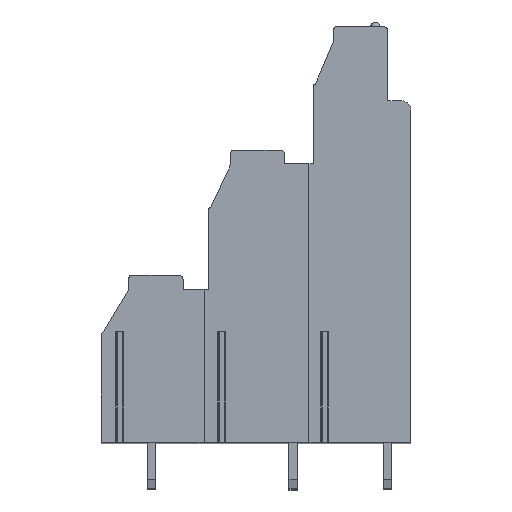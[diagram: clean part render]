
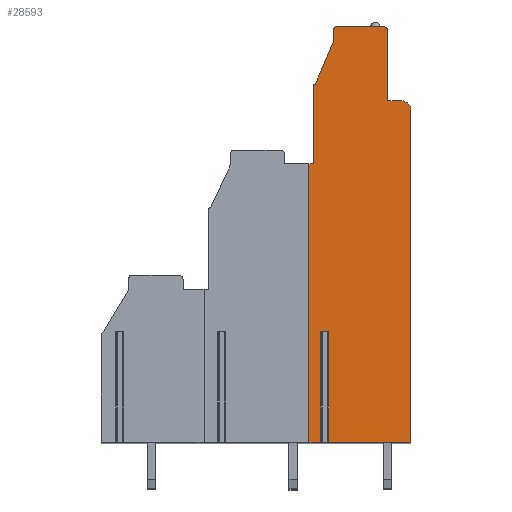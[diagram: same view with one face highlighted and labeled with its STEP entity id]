
A CAD part, top view. The second image highlights one B-rep face of the part: STEP entity #28593.
In plain terms, the highlighted planar face has unit normal (0, 0, 1).
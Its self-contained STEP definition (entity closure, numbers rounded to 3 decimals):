
#3080=DIRECTION('',(1.,0.,0.));
#3081=VECTOR('',#3080,0.856);
#3082=CARTESIAN_POINT('',(0.772,-18.05,78.74));
#3083=LINE('',#3082,#3081);
#3084=DIRECTION('',(0.,-1.,0.));
#3085=VECTOR('',#3084,11.95);
#3086=CARTESIAN_POINT('',(0.772,-18.05,78.74));
#3087=LINE('',#3086,#3085);
#3088=DIRECTION('',(1.,0.,0.));
#3089=VECTOR('',#3088,1.272);
#3090=CARTESIAN_POINT('',(-0.5,-30.,78.74));
#3091=LINE('',#3090,#3089);
#3092=DIRECTION('',(0.,1.,0.));
#3093=VECTOR('',#3092,30.);
#3094=CARTESIAN_POINT('',(-0.5,-30.,78.74));
#3095=LINE('',#3094,#3093);
#3096=DIRECTION('',(-1.,0.,0.));
#3097=VECTOR('',#3096,0.5);
#3098=CARTESIAN_POINT('',(0.,0.,78.74));
#3099=LINE('',#3098,#3097);
#3100=DIRECTION('',(0.,-1.,0.));
#3101=VECTOR('',#3100,8.4);
#3102=CARTESIAN_POINT('',(0.,8.4,78.74));
#3103=LINE('',#3102,#3101);
#3104=CARTESIAN_POINT('',(0.2,8.4,78.74));
#3105=DIRECTION('',(0.,0.,1.));
#3106=DIRECTION('',(0.,1.,0.));
#3107=AXIS2_PLACEMENT_3D('',#3104,#3105,#3106);
#3109=DIRECTION('',(-0.392,-0.92,0.));
#3110=VECTOR('',#3109,5.108);
#3111=CARTESIAN_POINT('',(2.2,13.3,78.74));
#3112=LINE('',#3111,#3110);
#3113=DIRECTION('',(0.,-1.,0.));
#3114=VECTOR('',#3113,1.2);
#3115=CARTESIAN_POINT('',(2.2,14.5,78.74));
#3116=LINE('',#3115,#3114);
#3117=CARTESIAN_POINT('',(2.5,14.5,78.74));
#3118=DIRECTION('',(0.,0.,1.));
#3119=DIRECTION('',(0.,1.,0.));
#3120=AXIS2_PLACEMENT_3D('',#3117,#3118,#3119);
#3122=DIRECTION('',(-1.,0.,0.));
#3123=VECTOR('',#3122,5.);
#3124=CARTESIAN_POINT('',(7.5,14.8,78.74));
#3125=LINE('',#3124,#3123);
#3126=CARTESIAN_POINT('',(7.5,14.3,78.74));
#3127=DIRECTION('',(0.,0.,1.));
#3128=DIRECTION('',(1.,0.,0.));
#3129=AXIS2_PLACEMENT_3D('',#3126,#3127,#3128);
#3131=DIRECTION('',(0.,1.,0.));
#3132=VECTOR('',#3131,7.5);
#3133=CARTESIAN_POINT('',(8.,6.8,78.74));
#3134=LINE('',#3133,#3132);
#3135=DIRECTION('',(-1.,0.,0.));
#3136=VECTOR('',#3135,1.5);
#3137=CARTESIAN_POINT('',(9.5,6.8,78.74));
#3138=LINE('',#3137,#3136);
#3139=CARTESIAN_POINT('',(9.5,5.8,78.74));
#3140=DIRECTION('',(0.,0.,1.));
#3141=DIRECTION('',(1.,0.,0.));
#3142=AXIS2_PLACEMENT_3D('',#3139,#3140,#3141);
#3144=DIRECTION('',(0.,1.,0.));
#3145=VECTOR('',#3144,35.8);
#3146=CARTESIAN_POINT('',(10.5,-30.,78.74));
#3147=LINE('',#3146,#3145);
#3148=DIRECTION('',(1.,0.,0.));
#3149=VECTOR('',#3148,8.872);
#3150=CARTESIAN_POINT('',(1.628,-30.,78.74));
#3151=LINE('',#3150,#3149);
#3152=DIRECTION('',(0.,-1.,0.));
#3153=VECTOR('',#3152,11.95);
#3154=CARTESIAN_POINT('',(1.628,-18.05,78.74));
#3155=LINE('',#3154,#3153);
#19392=CARTESIAN_POINT('',(10.5,-30.,78.74));
#19393=CARTESIAN_POINT('',(10.5,5.8,78.74));
#19394=VERTEX_POINT('',#19392);
#19395=VERTEX_POINT('',#19393);
#19396=CARTESIAN_POINT('',(9.5,6.8,78.74));
#19397=VERTEX_POINT('',#19396);
#19398=CARTESIAN_POINT('',(8.,6.8,78.74));
#19399=VERTEX_POINT('',#19398);
#19400=CARTESIAN_POINT('',(8.,14.3,78.74));
#19401=VERTEX_POINT('',#19400);
#19402=CARTESIAN_POINT('',(7.5,14.8,78.74));
#19403=VERTEX_POINT('',#19402);
#19404=CARTESIAN_POINT('',(2.5,14.8,78.74));
#19405=VERTEX_POINT('',#19404);
#19406=CARTESIAN_POINT('',(2.2,14.5,78.74));
#19407=VERTEX_POINT('',#19406);
#19408=CARTESIAN_POINT('',(2.2,13.3,78.74));
#19409=VERTEX_POINT('',#19408);
#19410=CARTESIAN_POINT('',(0.2,8.6,78.74));
#19411=VERTEX_POINT('',#19410);
#19412=CARTESIAN_POINT('',(0.,8.4,78.74));
#19413=VERTEX_POINT('',#19412);
#19414=CARTESIAN_POINT('',(0.,0.,78.74));
#19415=VERTEX_POINT('',#19414);
#19440=CARTESIAN_POINT('',(-0.5,-30.,78.74));
#19441=CARTESIAN_POINT('',(-0.5,0.,78.74));
#19442=VERTEX_POINT('',#19440);
#19443=VERTEX_POINT('',#19441);
#19500=CARTESIAN_POINT('',(0.772,-18.05,78.74));
#19501=CARTESIAN_POINT('',(1.628,-18.05,78.74));
#19502=VERTEX_POINT('',#19500);
#19503=VERTEX_POINT('',#19501);
#19508=CARTESIAN_POINT('',(0.772,-30.,78.74));
#19509=VERTEX_POINT('',#19508);
#19510=CARTESIAN_POINT('',(1.628,-30.,78.74));
#19511=VERTEX_POINT('',#19510);
#28554=CARTESIAN_POINT('',(0.,0.,78.74));
#28555=DIRECTION('',(0.,0.,1.));
#28556=DIRECTION('',(1.,0.,0.));
#28557=AXIS2_PLACEMENT_3D('',#28554,#28555,#28556);
#28558=PLANE('',#28557);
#28560=ORIENTED_EDGE('',*,*,#28559,.F.);
#28562=ORIENTED_EDGE('',*,*,#28561,.T.);
#28563=ORIENTED_EDGE('',*,*,#28004,.F.);
#28565=ORIENTED_EDGE('',*,*,#28564,.T.);
#28566=ORIENTED_EDGE('',*,*,#25355,.F.);
#28567=ORIENTED_EDGE('',*,*,#25907,.F.);
#28569=ORIENTED_EDGE('',*,*,#28568,.F.);
#28571=ORIENTED_EDGE('',*,*,#28570,.F.);
#28573=ORIENTED_EDGE('',*,*,#28572,.F.);
#28575=ORIENTED_EDGE('',*,*,#28574,.F.);
#28577=ORIENTED_EDGE('',*,*,#28576,.F.);
#28579=ORIENTED_EDGE('',*,*,#28578,.F.);
#28581=ORIENTED_EDGE('',*,*,#28580,.F.);
#28583=ORIENTED_EDGE('',*,*,#28582,.F.);
#28585=ORIENTED_EDGE('',*,*,#28584,.F.);
#28587=ORIENTED_EDGE('',*,*,#28586,.F.);
#28588=ORIENTED_EDGE('',*,*,#28020,.F.);
#28590=ORIENTED_EDGE('',*,*,#28589,.F.);
#28591=EDGE_LOOP('',(#28560,#28562,#28563,#28565,#28566,#28567,#28569,#28571,
#28573,#28575,#28577,#28579,#28581,#28583,#28585,#28587,#28588,#28590));
#28592=FACE_OUTER_BOUND('',#28591,.F.);
#28593=ADVANCED_FACE('',(#28592),#28558,.T.);
#3108=CIRCLE('',#3107,0.2);
#3121=CIRCLE('',#3120,0.3);
#3130=CIRCLE('',#3129,0.5);
#3143=CIRCLE('',#3142,1.);
#25355=EDGE_CURVE('',#19415,#19443,#3099,.T.);
#25907=EDGE_CURVE('',#19413,#19415,#3103,.T.);
#28004=EDGE_CURVE('',#19442,#19509,#3091,.T.);
#28020=EDGE_CURVE('',#19511,#19394,#3151,.T.);
#28559=EDGE_CURVE('',#19502,#19503,#3083,.T.);
#28561=EDGE_CURVE('',#19502,#19509,#3087,.T.);
#28564=EDGE_CURVE('',#19442,#19443,#3095,.T.);
#28568=EDGE_CURVE('',#19411,#19413,#3108,.T.);
#28570=EDGE_CURVE('',#19409,#19411,#3112,.T.);
#28572=EDGE_CURVE('',#19407,#19409,#3116,.T.);
#28574=EDGE_CURVE('',#19405,#19407,#3121,.T.);
#28576=EDGE_CURVE('',#19403,#19405,#3125,.T.);
#28578=EDGE_CURVE('',#19401,#19403,#3130,.T.);
#28580=EDGE_CURVE('',#19399,#19401,#3134,.T.);
#28582=EDGE_CURVE('',#19397,#19399,#3138,.T.);
#28584=EDGE_CURVE('',#19395,#19397,#3143,.T.);
#28586=EDGE_CURVE('',#19394,#19395,#3147,.T.);
#28589=EDGE_CURVE('',#19503,#19511,#3155,.T.);
